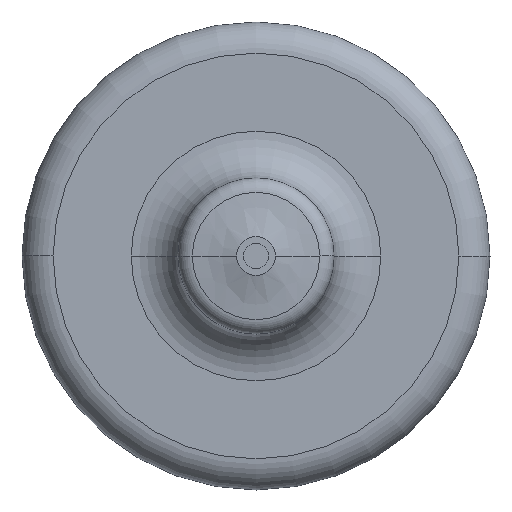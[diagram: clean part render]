
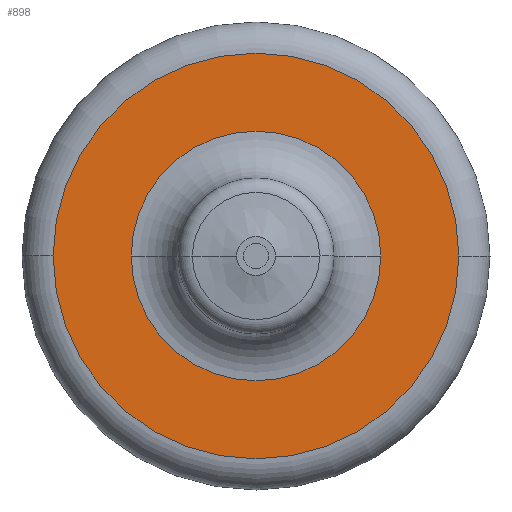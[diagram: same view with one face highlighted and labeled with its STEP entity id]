
A CAD part, front view. The second image highlights one B-rep face of the part: STEP entity #898.
In plain terms, the highlighted planar face has unit normal (0, -1, 0).
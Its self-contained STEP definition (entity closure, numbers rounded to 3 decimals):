
#63=CARTESIAN_POINT('',(0.,116.5,0.));
#64=DIRECTION('',(0.,-1.,0.));
#65=DIRECTION('',(-1.,0.,0.));
#66=AXIS2_PLACEMENT_3D('',#63,#64,#65);
#68=CARTESIAN_POINT('',(0.,116.5,0.));
#69=DIRECTION('',(0.,-1.,0.));
#70=DIRECTION('',(1.,0.,0.));
#71=AXIS2_PLACEMENT_3D('',#68,#69,#70);
#78=CARTESIAN_POINT('',(0.,116.5,0.));
#79=DIRECTION('',(0.,1.,0.));
#80=DIRECTION('',(-1.,0.,0.));
#81=AXIS2_PLACEMENT_3D('',#78,#79,#80);
#88=CARTESIAN_POINT('',(0.,116.5,0.));
#89=DIRECTION('',(0.,-1.,0.));
#90=DIRECTION('',(-1.,0.,0.));
#91=AXIS2_PLACEMENT_3D('',#88,#89,#90);
#689=CARTESIAN_POINT('',(-40.,116.5,0.));
#691=VERTEX_POINT('',#689);
#693=CARTESIAN_POINT('',(40.,116.5,0.));
#695=VERTEX_POINT('',#693);
#697=CARTESIAN_POINT('',(-65.,116.5,0.));
#698=CARTESIAN_POINT('',(65.,116.5,0.));
#699=VERTEX_POINT('',#697);
#700=VERTEX_POINT('',#698);
#882=CARTESIAN_POINT('',(0.,116.5,0.));
#883=DIRECTION('',(0.,-1.,0.));
#884=DIRECTION('',(-1.,0.,0.));
#885=AXIS2_PLACEMENT_3D('',#882,#883,#884);
#886=PLANE('',#885);
#887=ORIENTED_EDGE('',*,*,#872,.F.);
#889=ORIENTED_EDGE('',*,*,#888,.F.);
#890=EDGE_LOOP('',(#887,#889));
#891=FACE_OUTER_BOUND('',#890,.F.);
#893=ORIENTED_EDGE('',*,*,#892,.F.);
#895=ORIENTED_EDGE('',*,*,#894,.T.);
#896=EDGE_LOOP('',(#893,#895));
#897=FACE_BOUND('',#896,.F.);
#898=ADVANCED_FACE('',(#891,#897),#886,.T.);
#67=CIRCLE('',#66,65.);
#72=CIRCLE('',#71,65.);
#82=CIRCLE('',#81,40.);
#92=CIRCLE('',#91,40.);
#872=EDGE_CURVE('',#699,#700,#67,.T.);
#888=EDGE_CURVE('',#700,#699,#72,.T.);
#892=EDGE_CURVE('',#691,#695,#82,.T.);
#894=EDGE_CURVE('',#691,#695,#92,.T.);
